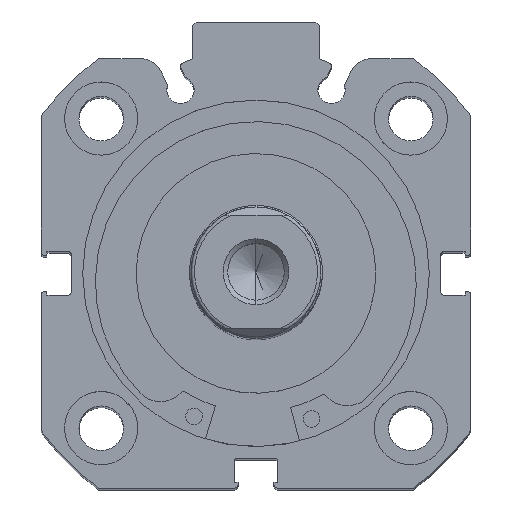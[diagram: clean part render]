
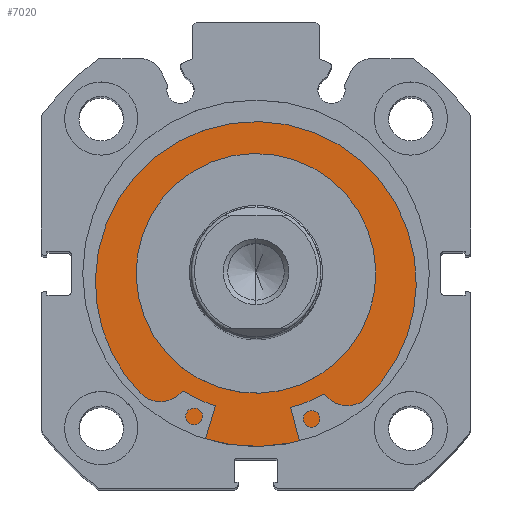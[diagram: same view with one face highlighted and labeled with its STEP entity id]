
A CAD part, top view. The second image highlights one B-rep face of the part: STEP entity #7020.
In plain terms, the highlighted face is planar.
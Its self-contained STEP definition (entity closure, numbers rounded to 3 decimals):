
#78 = EDGE_CURVE ( 'NONE', #2616, #2491, #1796, .T. ) ;
#84 = EDGE_CURVE ( 'NONE', #2492, #2558, #1805, .T. ) ;
#92 = EDGE_CURVE ( 'NONE', #2558, #2492, #1815, .T. ) ;
#93 = EDGE_CURVE ( 'NONE', #2491, #2616, #1816, .T. ) ;
#280 = DIRECTION ( 'NONE',  ( -1., 0., 0. ) ) ;
#281 = DIRECTION ( 'NONE',  ( 0., 0., 1. ) ) ;
#282 = DIRECTION ( 'NONE',  ( -1., 0., 0. ) ) ;
#284 = DIRECTION ( 'NONE',  ( 0., 0., 1. ) ) ;
#558 = AXIS2_PLACEMENT_3D ( 'NONE', #2739, #2961, #2966 ) ;
#560 = AXIS2_PLACEMENT_3D ( 'NONE', #2655, #2630, #2608 ) ;
#567 = AXIS2_PLACEMENT_3D ( 'NONE', #2365, #280, #281 ) ;
#568 = AXIS2_PLACEMENT_3D ( 'NONE', #6224, #282, #284 ) ;
#959 = AXIS2_PLACEMENT_3D ( 'NONE', #5785, #5787, #5788 ) ;
#1191 = EDGE_LOOP ( 'NONE', ( #6286, #6385 ) ) ;
#1205 = EDGE_LOOP ( 'NONE', ( #6337, #6371 ) ) ;
#1796 = CIRCLE ( 'NONE', #558, 26. ) ;
#1805 = CIRCLE ( 'NONE', #560, 18. ) ;
#1815 = CIRCLE ( 'NONE', #567, 18. ) ;
#1816 = CIRCLE ( 'NONE', #568, 26. ) ;
#2365 = CARTESIAN_POINT ( 'NONE',  ( 3.5, 0., 0. ) ) ;
#2491 = VERTEX_POINT ( 'NONE', #3643 ) ;
#2492 = VERTEX_POINT ( 'NONE', #3644 ) ;
#2558 = VERTEX_POINT ( 'NONE', #3695 ) ;
#2608 = DIRECTION ( 'NONE',  ( 0., 0., 1. ) ) ;
#2616 = VERTEX_POINT ( 'NONE', #3717 ) ;
#2630 = DIRECTION ( 'NONE',  ( -1., 0., 0. ) ) ;
#2655 = CARTESIAN_POINT ( 'NONE',  ( 3.5, 0., 0. ) ) ;
#2739 = CARTESIAN_POINT ( 'NONE',  ( 3.5, 0., 0. ) ) ;
#2961 = DIRECTION ( 'NONE',  ( -1., 0., 0. ) ) ;
#2966 = DIRECTION ( 'NONE',  ( 0., 0., 1. ) ) ;
#3643 = CARTESIAN_POINT ( 'NONE',  ( 3.5, 0., -26. ) ) ;
#3644 = CARTESIAN_POINT ( 'NONE',  ( 3.5, 0., 18. ) ) ;
#3695 = CARTESIAN_POINT ( 'NONE',  ( 3.5, 0., -18. ) ) ;
#3717 = CARTESIAN_POINT ( 'NONE',  ( 3.5, 0., 26. ) ) ;
#4746 = FACE_BOUND ( 'NONE', #1205, .T. ) ;
#4755 = FACE_OUTER_BOUND ( 'NONE', #1191, .T. ) ;
#5785 = CARTESIAN_POINT ( 'NONE',  ( 3.5, 26., 0. ) ) ;
#5786 = PLANE ( 'NONE',  #959 ) ;
#5787 = DIRECTION ( 'NONE',  ( 1., 0., 0. ) ) ;
#5788 = DIRECTION ( 'NONE',  ( 0., 0., -1. ) ) ;
#6224 = CARTESIAN_POINT ( 'NONE',  ( 3.5, 0., 0. ) ) ;
#6286 = ORIENTED_EDGE ( 'NONE', *, *, #78, .T. ) ;
#6337 = ORIENTED_EDGE ( 'NONE', *, *, #84, .F. ) ;
#6371 = ORIENTED_EDGE ( 'NONE', *, *, #92, .F. ) ;
#6385 = ORIENTED_EDGE ( 'NONE', *, *, #93, .T. ) ;
#7020 = ADVANCED_FACE ( 'NONE', ( #4746, #4755 ), #5786, .F. ) ;
